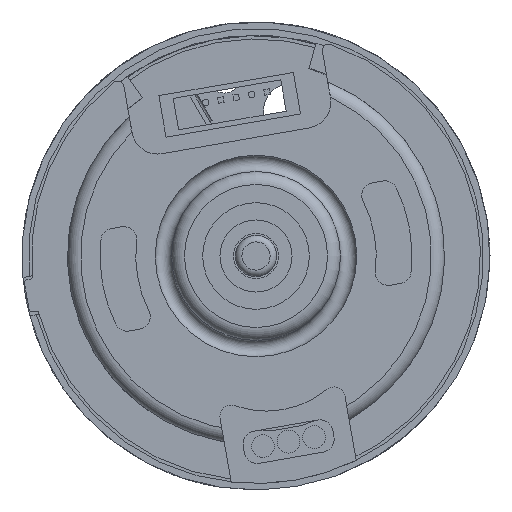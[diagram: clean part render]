
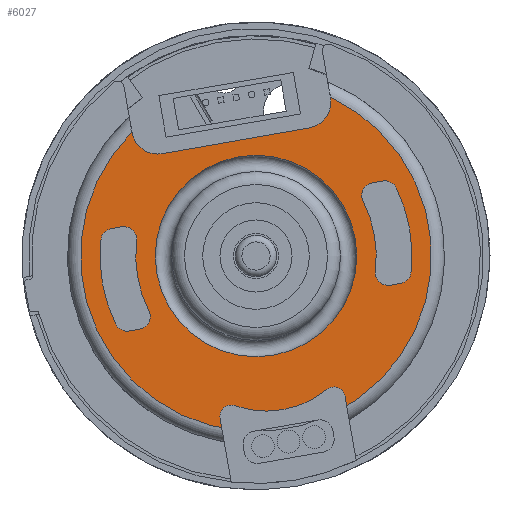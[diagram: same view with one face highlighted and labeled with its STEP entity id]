
A CAD part, front view. The second image highlights one B-rep face of the part: STEP entity #6027.
In plain terms, the highlighted planar face has unit normal (0, -1, 0).
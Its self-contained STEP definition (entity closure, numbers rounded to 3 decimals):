
#546=CIRCLE('',#6764,7.75);
#547=CIRCLE('',#6765,13.5);
#548=CIRCLE('',#6766,2.);
#549=CIRCLE('',#6767,2.);
#550=CIRCLE('',#6768,1.);
#551=CIRCLE('',#6769,1.);
#552=CIRCLE('',#6770,12.);
#553=CIRCLE('',#6771,1.);
#554=CIRCLE('',#6772,1.);
#555=CIRCLE('',#6773,9.25);
#556=CIRCLE('',#6774,1.);
#557=CIRCLE('',#6775,1.);
#558=CIRCLE('',#6776,12.);
#559=CIRCLE('',#6777,1.);
#560=CIRCLE('',#6778,1.);
#561=CIRCLE('',#6779,9.25);
#1698=ORIENTED_EDGE('',*,*,#2968,.F.);
#1699=ORIENTED_EDGE('',*,*,#2962,.F.);
#1700=ORIENTED_EDGE('',*,*,#2969,.T.);
#1701=ORIENTED_EDGE('',*,*,#2956,.F.);
#1702=ORIENTED_EDGE('',*,*,#2970,.F.);
#1703=ORIENTED_EDGE('',*,*,#2971,.F.);
#1704=ORIENTED_EDGE('',*,*,#2972,.F.);
#1705=ORIENTED_EDGE('',*,*,#2973,.F.);
#1706=ORIENTED_EDGE('',*,*,#2974,.F.);
#1707=ORIENTED_EDGE('',*,*,#2975,.F.);
#1708=ORIENTED_EDGE('',*,*,#2976,.F.);
#1709=ORIENTED_EDGE('',*,*,#2977,.F.);
#1710=ORIENTED_EDGE('',*,*,#2978,.F.);
#1711=ORIENTED_EDGE('',*,*,#2979,.F.);
#1712=ORIENTED_EDGE('',*,*,#2980,.F.);
#1713=ORIENTED_EDGE('',*,*,#2981,.F.);
#1714=ORIENTED_EDGE('',*,*,#2982,.F.);
#1715=ORIENTED_EDGE('',*,*,#2983,.F.);
#1716=ORIENTED_EDGE('',*,*,#2984,.F.);
#1717=ORIENTED_EDGE('',*,*,#2985,.F.);
#1718=ORIENTED_EDGE('',*,*,#2986,.F.);
#1719=ORIENTED_EDGE('',*,*,#2987,.F.);
#1720=ORIENTED_EDGE('',*,*,#2988,.F.);
#2956=EDGE_CURVE('',#3891,#3892,#4487,.T.);
#2962=EDGE_CURVE('',#3895,#3896,#4490,.T.);
#2968=EDGE_CURVE('',#3897,#3897,#546,.T.);
#2969=EDGE_CURVE('',#3895,#3892,#547,.T.);
#2970=EDGE_CURVE('',#3898,#3891,#548,.T.);
#2971=EDGE_CURVE('',#3899,#3898,#4496,.T.);
#2972=EDGE_CURVE('',#3896,#3899,#549,.T.);
#2973=EDGE_CURVE('',#3900,#3901,#550,.T.);
#2974=EDGE_CURVE('',#3902,#3900,#4497,.T.);
#2975=EDGE_CURVE('',#3903,#3902,#551,.T.);
#2976=EDGE_CURVE('',#3904,#3903,#552,.T.);
#2977=EDGE_CURVE('',#3905,#3904,#553,.T.);
#2978=EDGE_CURVE('',#3906,#3905,#4498,.T.);
#2979=EDGE_CURVE('',#3907,#3906,#554,.T.);
#2980=EDGE_CURVE('',#3901,#3907,#555,.T.);
#2981=EDGE_CURVE('',#3908,#3909,#556,.T.);
#2982=EDGE_CURVE('',#3910,#3908,#4499,.T.);
#2983=EDGE_CURVE('',#3911,#3910,#557,.T.);
#2984=EDGE_CURVE('',#3912,#3911,#558,.T.);
#2985=EDGE_CURVE('',#3913,#3912,#559,.T.);
#2986=EDGE_CURVE('',#3914,#3913,#4500,.T.);
#2987=EDGE_CURVE('',#3915,#3914,#560,.T.);
#2988=EDGE_CURVE('',#3909,#3915,#561,.T.);
#3891=VERTEX_POINT('',#10931);
#3892=VERTEX_POINT('',#10933);
#3895=VERTEX_POINT('',#10954);
#3896=VERTEX_POINT('',#10956);
#3897=VERTEX_POINT('',#10969);
#3898=VERTEX_POINT('',#10972);
#3899=VERTEX_POINT('',#10974);
#3900=VERTEX_POINT('',#10977);
#3901=VERTEX_POINT('',#10978);
#3902=VERTEX_POINT('',#10980);
#3903=VERTEX_POINT('',#10982);
#3904=VERTEX_POINT('',#10984);
#3905=VERTEX_POINT('',#10986);
#3906=VERTEX_POINT('',#10988);
#3907=VERTEX_POINT('',#10990);
#3908=VERTEX_POINT('',#10993);
#3909=VERTEX_POINT('',#10994);
#3910=VERTEX_POINT('',#10996);
#3911=VERTEX_POINT('',#10998);
#3912=VERTEX_POINT('',#11000);
#3913=VERTEX_POINT('',#11002);
#3914=VERTEX_POINT('',#11004);
#3915=VERTEX_POINT('',#11006);
#4487=LINE('',#10932,#4921);
#4490=LINE('',#10955,#4924);
#4496=LINE('',#10973,#4930);
#4497=LINE('',#10979,#4931);
#4498=LINE('',#10987,#4932);
#4499=LINE('',#10995,#4933);
#4500=LINE('',#11003,#4934);
#4921=VECTOR('',#8180,1000.);
#4924=VECTOR('',#8185,1000.);
#4930=VECTOR('',#8209,1000.);
#4931=VECTOR('',#8214,1000.);
#4932=VECTOR('',#8221,1000.);
#4933=VECTOR('',#8228,1000.);
#4934=VECTOR('',#8235,1000.);
#5281=EDGE_LOOP('',(#1698));
#5282=EDGE_LOOP('',(#1699,#1700,#1701,#1702,#1703,#1704));
#5283=EDGE_LOOP('',(#1705,#1706,#1707,#1708,#1709,#1710,#1711,#1712));
#5284=EDGE_LOOP('',(#1713,#1714,#1715,#1716,#1717,#1718,#1719,#1720));
#5616=FACE_BOUND('',#5281,.T.);
#5617=FACE_BOUND('',#5282,.T.);
#5618=FACE_BOUND('',#5283,.T.);
#5619=FACE_BOUND('',#5284,.T.);
#5843=PLANE('',#6763);
#6027=ADVANCED_FACE('',(#5616,#5617,#5618,#5619),#5843,.T.);
#6763=AXIS2_PLACEMENT_3D('',#10967,#8201,#8202);
#6764=AXIS2_PLACEMENT_3D('',#10968,#8203,#8204);
#6765=AXIS2_PLACEMENT_3D('',#10970,#8205,#8206);
#6766=AXIS2_PLACEMENT_3D('',#10971,#8207,#8208);
#6767=AXIS2_PLACEMENT_3D('',#10975,#8210,#8211);
#6768=AXIS2_PLACEMENT_3D('',#10976,#8212,#8213);
#6769=AXIS2_PLACEMENT_3D('',#10981,#8215,#8216);
#6770=AXIS2_PLACEMENT_3D('',#10983,#8217,#8218);
#6771=AXIS2_PLACEMENT_3D('',#10985,#8219,#8220);
#6772=AXIS2_PLACEMENT_3D('',#10989,#8222,#8223);
#6773=AXIS2_PLACEMENT_3D('',#10991,#8224,#8225);
#6774=AXIS2_PLACEMENT_3D('',#10992,#8226,#8227);
#6775=AXIS2_PLACEMENT_3D('',#10997,#8229,#8230);
#6776=AXIS2_PLACEMENT_3D('',#10999,#8231,#8232);
#6777=AXIS2_PLACEMENT_3D('',#11001,#8233,#8234);
#6778=AXIS2_PLACEMENT_3D('',#11005,#8236,#8237);
#6779=AXIS2_PLACEMENT_3D('',#11007,#8238,#8239);
#8180=DIRECTION('',(-0.173,0.,0.985));
#8185=DIRECTION('',(0.173,0.,-0.985));
#8201=DIRECTION('',(0.,-1.,0.));
#8202=DIRECTION('',(0.173,0.,-0.985));
#8203=DIRECTION('',(0.,-1.,0.));
#8204=DIRECTION('',(0.173,0.,-0.985));
#8205=DIRECTION('',(0.,-1.,0.));
#8206=DIRECTION('',(0.173,0.,-0.985));
#8207=DIRECTION('',(0.,-1.,0.));
#8208=DIRECTION('',(0.173,0.,-0.985));
#8209=DIRECTION('',(0.985,0.,0.173));
#8210=DIRECTION('',(0.,-1.,0.));
#8211=DIRECTION('',(0.173,0.,-0.985));
#8212=DIRECTION('',(0.,-1.,0.));
#8213=DIRECTION('',(0.173,0.,-0.985));
#8214=DIRECTION('',(-0.985,0.,-0.173));
#8215=DIRECTION('',(0.,-1.,0.));
#8216=DIRECTION('',(-0.173,0.,0.985));
#8217=DIRECTION('',(0.,-1.,0.));
#8218=DIRECTION('',(0.173,0.,-0.985));
#8219=DIRECTION('',(0.,-1.,0.));
#8220=DIRECTION('',(-0.173,0.,0.985));
#8221=DIRECTION('',(0.985,0.,0.173));
#8222=DIRECTION('',(0.,-1.,0.));
#8223=DIRECTION('',(0.173,0.,-0.985));
#8224=DIRECTION('',(0.,1.,0.));
#8225=DIRECTION('',(0.173,0.,-0.985));
#8226=DIRECTION('',(0.,-1.,0.));
#8227=DIRECTION('',(0.173,0.,-0.985));
#8228=DIRECTION('',(0.985,0.,0.173));
#8229=DIRECTION('',(0.,-1.,0.));
#8230=DIRECTION('',(0.173,0.,-0.985));
#8231=DIRECTION('',(0.,-1.,0.));
#8232=DIRECTION('',(0.173,0.,-0.985));
#8233=DIRECTION('',(0.,-1.,0.));
#8234=DIRECTION('',(-0.173,0.,0.985));
#8235=DIRECTION('',(-0.985,0.,-0.173));
#8236=DIRECTION('',(0.,-1.,0.));
#8237=DIRECTION('',(0.173,0.,-0.985));
#8238=DIRECTION('',(0.,1.,0.));
#8239=DIRECTION('',(0.173,0.,-0.985));
#10931=CARTESIAN_POINT('',(5.732,-13.91,12.174));
#10932=CARTESIAN_POINT('',(7.633,-13.91,1.34));
#10933=CARTESIAN_POINT('',(5.722,-13.91,12.227));
#10954=CARTESIAN_POINT('',(-9.544,-13.91,9.548));
#10955=CARTESIAN_POINT('',(-7.633,-13.91,-1.34));
#10956=CARTESIAN_POINT('',(-9.535,-13.91,9.495));
#10967=CARTESIAN_POINT('',(7.633,-13.91,1.34));
#10968=CARTESIAN_POINT('',(0.,-13.91,0.));
#10969=CARTESIAN_POINT('',(1.34,-13.91,-7.633));
#10970=CARTESIAN_POINT('',(0.,-13.91,0.));
#10971=CARTESIAN_POINT('',(3.762,-13.91,11.828));
#10972=CARTESIAN_POINT('',(4.108,-13.91,9.858));
#10973=CARTESIAN_POINT('',(6.078,-13.91,10.204));
#10974=CARTESIAN_POINT('',(-7.219,-13.91,7.871));
#10975=CARTESIAN_POINT('',(-7.565,-13.91,9.84));
#10976=CARTESIAN_POINT('',(9.135,-13.91,4.649));
#10977=CARTESIAN_POINT('',(8.962,-13.91,5.634));
#10978=CARTESIAN_POINT('',(8.244,-13.91,4.196));
#10979=CARTESIAN_POINT('',(8.962,-13.91,5.634));
#10980=CARTESIAN_POINT('',(9.732,-13.91,5.769));
#10981=CARTESIAN_POINT('',(9.905,-13.91,4.784));
#10982=CARTESIAN_POINT('',(10.806,-13.91,5.219));
#10983=CARTESIAN_POINT('',(0.,-13.91,0.));
#10984=CARTESIAN_POINT('',(11.937,-13.91,-1.228));
#10985=CARTESIAN_POINT('',(10.942,-13.91,-1.125));
#10986=CARTESIAN_POINT('',(11.115,-13.91,-2.11));
#10987=CARTESIAN_POINT('',(10.345,-13.91,-2.245));
#10988=CARTESIAN_POINT('',(10.345,-13.91,-2.245));
#10989=CARTESIAN_POINT('',(10.172,-13.91,-1.261));
#10990=CARTESIAN_POINT('',(9.18,-13.91,-1.138));
#10991=CARTESIAN_POINT('',(0.,-13.91,0.));
#10992=CARTESIAN_POINT('',(-9.135,-13.91,-4.649));
#10993=CARTESIAN_POINT('',(-8.962,-13.91,-5.634));
#10994=CARTESIAN_POINT('',(-8.244,-13.91,-4.196));
#10995=CARTESIAN_POINT('',(10.345,-13.91,-2.245));
#10996=CARTESIAN_POINT('',(-9.732,-13.91,-5.769));
#10997=CARTESIAN_POINT('',(-9.905,-13.91,-4.784));
#10998=CARTESIAN_POINT('',(-10.806,-13.91,-5.219));
#10999=CARTESIAN_POINT('',(0.,-13.91,0.));
#11000=CARTESIAN_POINT('',(-11.937,-13.91,1.228));
#11001=CARTESIAN_POINT('',(-10.942,-13.91,1.125));
#11002=CARTESIAN_POINT('',(-11.115,-13.91,2.11));
#11003=CARTESIAN_POINT('',(8.962,-13.91,5.634));
#11004=CARTESIAN_POINT('',(-10.345,-13.91,2.245));
#11005=CARTESIAN_POINT('',(-10.172,-13.91,1.261));
#11006=CARTESIAN_POINT('',(-9.18,-13.91,1.138));
#11007=CARTESIAN_POINT('',(0.,-13.91,0.));
